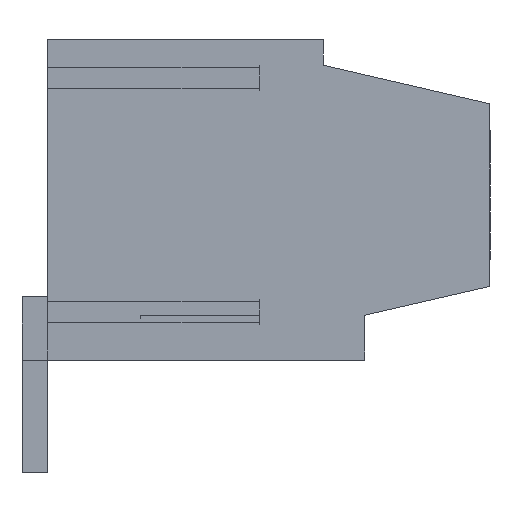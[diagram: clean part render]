
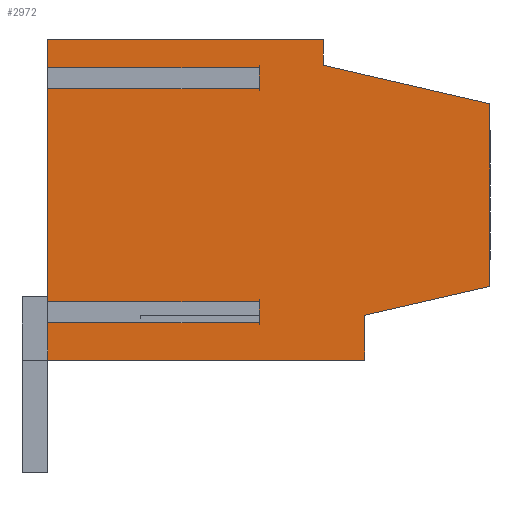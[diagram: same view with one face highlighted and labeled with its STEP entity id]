
A CAD part, left-side view. The second image highlights one B-rep face of the part: STEP entity #2972.
In plain terms, the highlighted planar face has unit normal (-1, 0, 0).
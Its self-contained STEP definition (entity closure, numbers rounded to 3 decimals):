
#2840=AXIS2_PLACEMENT_3D('Plane Axis2P3D',#2837,#2838,#2839) ;
#2837=CARTESIAN_POINT('Axis2P3D Location',(0.,14.6,0.)) ;
#2842=CARTESIAN_POINT('Line Origine',(0.,13.8,8.65)) ;
#2846=CARTESIAN_POINT('Vertex',(0.,13.8,11.975)) ;
#2848=CARTESIAN_POINT('Vertex',(0.,13.8,5.325)) ;
#2851=CARTESIAN_POINT('Line Origine',(0.,10.5,5.325)) ;
#2855=CARTESIAN_POINT('Vertex',(0.,7.2,5.325)) ;
#2858=CARTESIAN_POINT('Line Origine',(0.,7.2,5.)) ;
#2862=CARTESIAN_POINT('Vertex',(0.,7.2,4.675)) ;
#2865=CARTESIAN_POINT('Line Origine',(0.,10.5,4.675)) ;
#2869=CARTESIAN_POINT('Vertex',(0.,13.8,4.675)) ;
#2872=CARTESIAN_POINT('Line Origine',(0.,13.8,4.088)) ;
#2876=CARTESIAN_POINT('Vertex',(0.,13.8,3.5)) ;
#2879=CARTESIAN_POINT('Line Origine',(0.,8.85,3.5)) ;
#2883=CARTESIAN_POINT('Vertex',(0.,3.9,3.5)) ;
#2886=CARTESIAN_POINT('Line Origine',(0.,3.9,4.2)) ;
#2890=CARTESIAN_POINT('Vertex',(0.,3.9,4.9)) ;
#2893=CARTESIAN_POINT('Line Origine',(0.,1.95,5.35)) ;
#2897=CARTESIAN_POINT('Vertex',(0.,0.,5.8)) ;
#2900=CARTESIAN_POINT('Line Origine',(0.,0.,8.65)) ;
#2904=CARTESIAN_POINT('Vertex',(0.,0.,11.499)) ;
#2907=CARTESIAN_POINT('Line Origine',(0.,2.6,12.1)) ;
#2911=CARTESIAN_POINT('Vertex',(0.,5.2,12.7)) ;
#2914=CARTESIAN_POINT('Line Origine',(0.,5.2,13.1)) ;
#2918=CARTESIAN_POINT('Vertex',(0.,5.2,13.5)) ;
#2921=CARTESIAN_POINT('Line Origine',(0.,9.5,13.5)) ;
#2925=CARTESIAN_POINT('Vertex',(0.,13.8,13.5)) ;
#2928=CARTESIAN_POINT('Line Origine',(0.,13.8,13.062)) ;
#2932=CARTESIAN_POINT('Vertex',(0.,13.8,12.625)) ;
#2935=CARTESIAN_POINT('Line Origine',(0.,10.5,12.625)) ;
#2939=CARTESIAN_POINT('Vertex',(0.,7.2,12.625)) ;
#2942=CARTESIAN_POINT('Line Origine',(0.,7.2,12.3)) ;
#2946=CARTESIAN_POINT('Vertex',(0.,7.2,11.975)) ;
#2949=CARTESIAN_POINT('Line Origine',(0.,10.5,11.975)) ;
#2838=DIRECTION('Axis2P3D Direction',(-1.,0.,0.)) ;
#2839=DIRECTION('Axis2P3D XDirection',(0.,-1.,0.)) ;
#2843=DIRECTION('Vector Direction',(0.,0.,-1.)) ;
#2852=DIRECTION('Vector Direction',(0.,-1.,0.)) ;
#2859=DIRECTION('Vector Direction',(0.,0.,-1.)) ;
#2866=DIRECTION('Vector Direction',(0.,-1.,0.)) ;
#2873=DIRECTION('Vector Direction',(0.,0.,-1.)) ;
#2880=DIRECTION('Vector Direction',(0.,-1.,0.)) ;
#2887=DIRECTION('Vector Direction',(0.,0.,1.)) ;
#2894=DIRECTION('Vector Direction',(0.,-0.974,0.225)) ;
#2901=DIRECTION('Vector Direction',(0.,0.,1.)) ;
#2908=DIRECTION('Vector Direction',(0.,0.974,0.225)) ;
#2915=DIRECTION('Vector Direction',(0.,0.,1.)) ;
#2922=DIRECTION('Vector Direction',(0.,1.,0.)) ;
#2929=DIRECTION('Vector Direction',(0.,0.,-1.)) ;
#2936=DIRECTION('Vector Direction',(0.,-1.,0.)) ;
#2943=DIRECTION('Vector Direction',(0.,0.,-1.)) ;
#2950=DIRECTION('Vector Direction',(0.,-1.,0.)) ;
#2844=VECTOR('Line Direction',#2843,1.) ;
#2853=VECTOR('Line Direction',#2852,1.) ;
#2860=VECTOR('Line Direction',#2859,1.) ;
#2867=VECTOR('Line Direction',#2866,1.) ;
#2874=VECTOR('Line Direction',#2873,1.) ;
#2881=VECTOR('Line Direction',#2880,1.) ;
#2888=VECTOR('Line Direction',#2887,1.) ;
#2895=VECTOR('Line Direction',#2894,1.) ;
#2902=VECTOR('Line Direction',#2901,1.) ;
#2909=VECTOR('Line Direction',#2908,1.) ;
#2916=VECTOR('Line Direction',#2915,1.) ;
#2923=VECTOR('Line Direction',#2922,1.) ;
#2930=VECTOR('Line Direction',#2929,1.) ;
#2937=VECTOR('Line Direction',#2936,1.) ;
#2944=VECTOR('Line Direction',#2943,1.) ;
#2951=VECTOR('Line Direction',#2950,1.) ;
#2955=ORIENTED_EDGE('',*,*,#2850,.T.) ;
#2956=ORIENTED_EDGE('',*,*,#2857,.T.) ;
#2957=ORIENTED_EDGE('',*,*,#2864,.T.) ;
#2958=ORIENTED_EDGE('',*,*,#2871,.F.) ;
#2959=ORIENTED_EDGE('',*,*,#2878,.T.) ;
#2960=ORIENTED_EDGE('',*,*,#2885,.T.) ;
#2961=ORIENTED_EDGE('',*,*,#2892,.T.) ;
#2962=ORIENTED_EDGE('',*,*,#2899,.T.) ;
#2963=ORIENTED_EDGE('',*,*,#2906,.T.) ;
#2964=ORIENTED_EDGE('',*,*,#2913,.T.) ;
#2965=ORIENTED_EDGE('',*,*,#2920,.T.) ;
#2966=ORIENTED_EDGE('',*,*,#2927,.T.) ;
#2967=ORIENTED_EDGE('',*,*,#2934,.T.) ;
#2968=ORIENTED_EDGE('',*,*,#2941,.T.) ;
#2969=ORIENTED_EDGE('',*,*,#2948,.T.) ;
#2970=ORIENTED_EDGE('',*,*,#2953,.F.) ;
#2972=ADVANCED_FACE('HOUSING',(#2971),#2841,.T.) ;
#2850=EDGE_CURVE('',#2847,#2849,#2845,.T.) ;
#2857=EDGE_CURVE('',#2849,#2856,#2854,.T.) ;
#2864=EDGE_CURVE('',#2856,#2863,#2861,.T.) ;
#2871=EDGE_CURVE('',#2870,#2863,#2868,.T.) ;
#2878=EDGE_CURVE('',#2870,#2877,#2875,.T.) ;
#2885=EDGE_CURVE('',#2877,#2884,#2882,.T.) ;
#2892=EDGE_CURVE('',#2884,#2891,#2889,.T.) ;
#2899=EDGE_CURVE('',#2891,#2898,#2896,.T.) ;
#2906=EDGE_CURVE('',#2898,#2905,#2903,.T.) ;
#2913=EDGE_CURVE('',#2905,#2912,#2910,.T.) ;
#2920=EDGE_CURVE('',#2912,#2919,#2917,.T.) ;
#2927=EDGE_CURVE('',#2919,#2926,#2924,.T.) ;
#2934=EDGE_CURVE('',#2926,#2933,#2931,.T.) ;
#2941=EDGE_CURVE('',#2933,#2940,#2938,.T.) ;
#2948=EDGE_CURVE('',#2940,#2947,#2945,.T.) ;
#2953=EDGE_CURVE('',#2847,#2947,#2952,.T.) ;
#2954=EDGE_LOOP('',(#2955,#2956,#2957,#2958,#2959,#2960,#2961,#2962,#2963,#2964,#2965,#2966,#2967,#2968,#2969,#2970)) ;
#2971=FACE_OUTER_BOUND('',#2954,.T.) ;
#2845=LINE('Line',#2842,#2844) ;
#2854=LINE('Line',#2851,#2853) ;
#2861=LINE('Line',#2858,#2860) ;
#2868=LINE('Line',#2865,#2867) ;
#2875=LINE('Line',#2872,#2874) ;
#2882=LINE('Line',#2879,#2881) ;
#2889=LINE('Line',#2886,#2888) ;
#2896=LINE('Line',#2893,#2895) ;
#2903=LINE('Line',#2900,#2902) ;
#2910=LINE('Line',#2907,#2909) ;
#2917=LINE('Line',#2914,#2916) ;
#2924=LINE('Line',#2921,#2923) ;
#2931=LINE('Line',#2928,#2930) ;
#2938=LINE('Line',#2935,#2937) ;
#2945=LINE('Line',#2942,#2944) ;
#2952=LINE('Line',#2949,#2951) ;
#2841=PLANE('',#2840) ;
#2847=VERTEX_POINT('',#2846) ;
#2849=VERTEX_POINT('',#2848) ;
#2856=VERTEX_POINT('',#2855) ;
#2863=VERTEX_POINT('',#2862) ;
#2870=VERTEX_POINT('',#2869) ;
#2877=VERTEX_POINT('',#2876) ;
#2884=VERTEX_POINT('',#2883) ;
#2891=VERTEX_POINT('',#2890) ;
#2898=VERTEX_POINT('',#2897) ;
#2905=VERTEX_POINT('',#2904) ;
#2912=VERTEX_POINT('',#2911) ;
#2919=VERTEX_POINT('',#2918) ;
#2926=VERTEX_POINT('',#2925) ;
#2933=VERTEX_POINT('',#2932) ;
#2940=VERTEX_POINT('',#2939) ;
#2947=VERTEX_POINT('',#2946) ;
